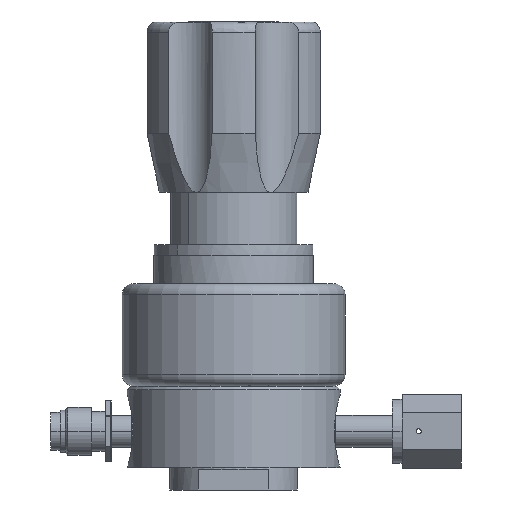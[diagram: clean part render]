
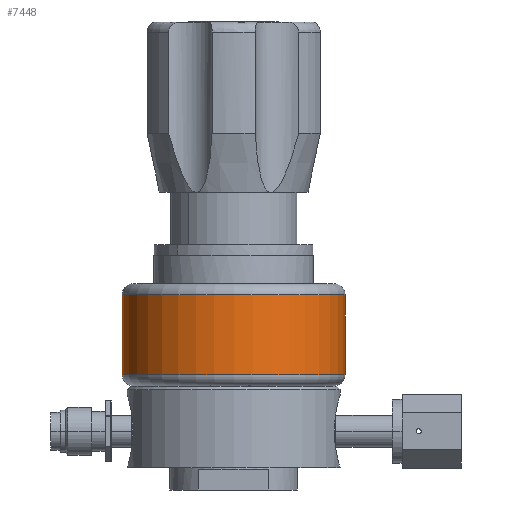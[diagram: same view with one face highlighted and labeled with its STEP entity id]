
A CAD part, front view. The second image highlights one B-rep face of the part: STEP entity #7448.
In plain terms, the highlighted cylindrical face has radius 33.274 mm (diameter 66.548 mm), a partial arc.
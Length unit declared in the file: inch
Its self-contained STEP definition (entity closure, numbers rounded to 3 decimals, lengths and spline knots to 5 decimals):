
#3314=DIRECTION('',(0.,0.,1.));
#3315=VECTOR('',#3314,0.94);
#3316=CARTESIAN_POINT('',(1.31,14.16704,1.165));
#3317=LINE('',#3316,#3315);
#3338=CARTESIAN_POINT('',(0.,14.16704,2.105));
#3339=DIRECTION('',(0.,0.,1.));
#3340=DIRECTION('',(-1.,0.,0.));
#3341=AXIS2_PLACEMENT_3D('',#3338,#3339,#3340);
#3343=CARTESIAN_POINT('',(0.,14.16704,1.165));
#3344=DIRECTION('',(0.,0.,-1.));
#3345=DIRECTION('',(1.,0.,0.));
#3346=AXIS2_PLACEMENT_3D('',#3343,#3344,#3345);
#3348=DIRECTION('',(0.,0.,1.));
#3349=VECTOR('',#3348,0.94);
#3350=CARTESIAN_POINT('',(-1.31,14.16704,1.165));
#3351=LINE('',#3350,#3349);
#4857=CARTESIAN_POINT('',(1.31,14.16704,2.105));
#4858=CARTESIAN_POINT('',(-1.31,14.16704,2.105));
#4859=VERTEX_POINT('',#4857);
#4860=VERTEX_POINT('',#4858);
#4865=CARTESIAN_POINT('',(1.31,14.16704,1.165));
#4866=CARTESIAN_POINT('',(-1.31,14.16704,1.165));
#4867=VERTEX_POINT('',#4865);
#4868=VERTEX_POINT('',#4866);
#7437=CARTESIAN_POINT('',(0.,14.16704,1.035));
#7438=DIRECTION('',(0.,0.,1.));
#7439=DIRECTION('',(-1.,0.,0.));
#7440=AXIS2_PLACEMENT_3D('',#7437,#7438,#7439);
#7441=CYLINDRICAL_SURFACE('',#7440,1.31);
#7442=ORIENTED_EDGE('',*,*,#7431,.T.);
#7443=ORIENTED_EDGE('',*,*,#7387,.F.);
#7444=ORIENTED_EDGE('',*,*,#7357,.T.);
#7445=ORIENTED_EDGE('',*,*,#7384,.T.);
#7446=EDGE_LOOP('',(#7442,#7443,#7444,#7445));
#7447=FACE_OUTER_BOUND('',#7446,.F.);
#7448=ADVANCED_FACE('',(#7447),#7441,.T.);
#3342=CIRCLE('',#3341,1.31);
#3347=CIRCLE('',#3346,1.31);
#7357=EDGE_CURVE('',#4867,#4868,#3347,.T.);
#7384=EDGE_CURVE('',#4868,#4860,#3351,.T.);
#7387=EDGE_CURVE('',#4867,#4859,#3317,.T.);
#7431=EDGE_CURVE('',#4860,#4859,#3342,.T.);
